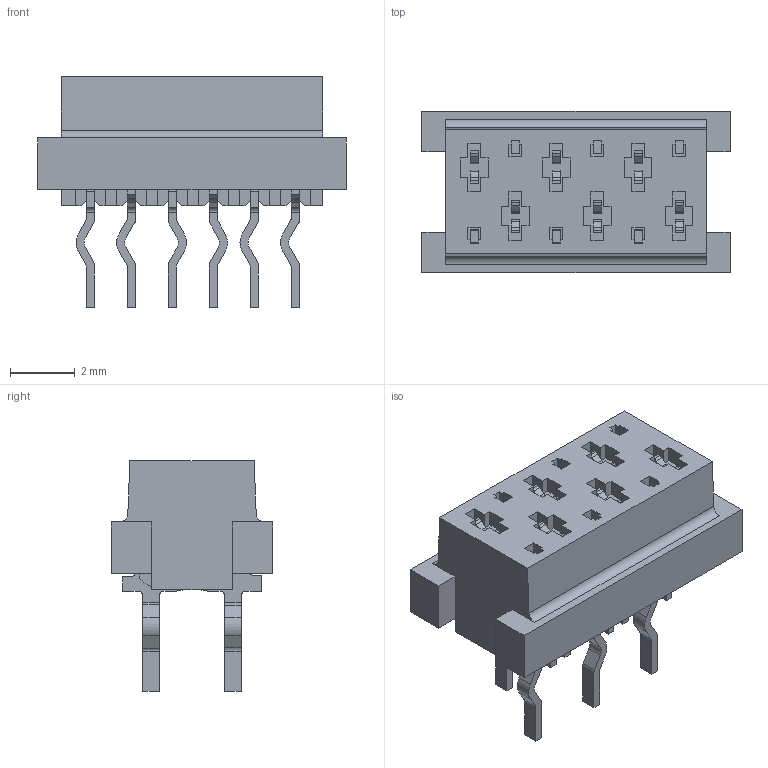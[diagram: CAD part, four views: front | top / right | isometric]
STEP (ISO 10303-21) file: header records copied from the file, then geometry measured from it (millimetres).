
FILE_DESCRIPTION((''),'2;1');
FILE_NAME('C-2178710-6','2018-01-17T',('workeradm'),('TE Connectivity Ltd.'),'CREO PARAMETRIC BY PTC INC, 2016050','CREO PARAMETRIC BY PTC INC, 2016050','');
FILE_SCHEMA(('AUTOMOTIVE_DESIGN { 1 0 10303 214 1 1 1 1 }'));
Length unit declared in the file: millimetre
Products named in the file (1): C-2178710-6
Bounding box: 9.55 x 5 x 7.15 mm (x, y, z)
Volume: 138 mm3; surface area: 275.9 mm2
Topology: 1 solids, 1 shells, 525 faces, 1481 edges, 982 vertices
Faces by surface type: plane 439, cylinder 86
Entity records: 16936 total; most frequent: CARTESIAN_POINT 2990, ORIENTED_EDGE 2962, DIRECTION 2703, EDGE_CURVE 1481, VECTOR 1309, LINE 1309, VERTEX_POINT 982, AXIS2_PLACEMENT_3D 697
